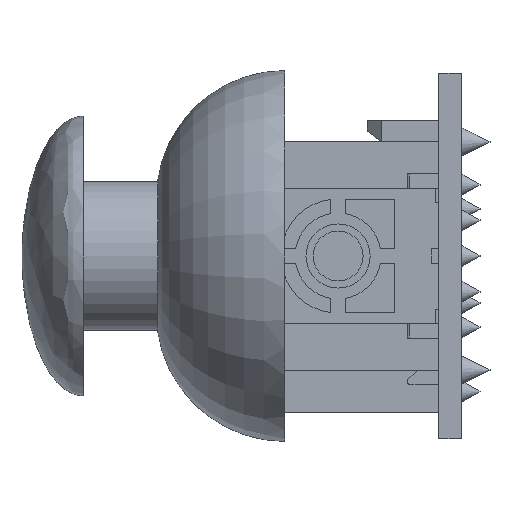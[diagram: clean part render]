
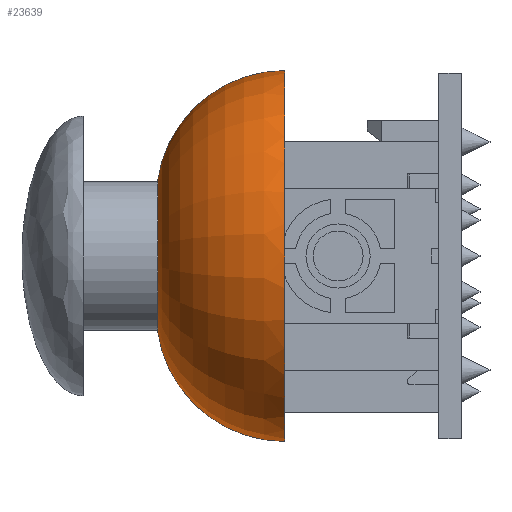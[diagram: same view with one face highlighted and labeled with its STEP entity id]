
A CAD part, left-side view. The second image highlights one B-rep face of the part: STEP entity #23639.
In plain terms, the highlighted toroidal (fillet/blend) face has major radius 4.015 mm and minor radius 8.985 mm.
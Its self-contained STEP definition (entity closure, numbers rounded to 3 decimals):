
#386 = EDGE_CURVE ( 'NONE', #3835, #500, #20872, .T. ) ;
#500 = VERTEX_POINT ( 'NONE', #22381 ) ;
#958 = DIRECTION ( 'NONE',  ( -1., 0., 0. ) ) ;
#3077 = CARTESIAN_POINT ( 'NONE',  ( -2.75, 21.307, 0. ) ) ;
#3647 = ORIENTED_EDGE ( 'NONE', *, *, #386, .F. ) ;
#3835 = VERTEX_POINT ( 'NONE', #23249 ) ;
#6094 = CIRCLE ( 'NONE', #9938, 13. ) ;
#6706 = VERTEX_POINT ( 'NONE', #17375 ) ;
#8382 = DIRECTION ( 'NONE',  ( 0., 0., -1. ) ) ;
#8572 = ORIENTED_EDGE ( 'NONE', *, *, #22367, .T. ) ;
#9938 = AXIS2_PLACEMENT_3D ( 'NONE', #19423, #13937, #8382 ) ;
#10048 = DIRECTION ( 'NONE',  ( 0., -1., 0. ) ) ;
#10091 = CARTESIAN_POINT ( 'NONE',  ( -2.75, 12.4, 4.015 ) ) ;
#11291 = AXIS2_PLACEMENT_3D ( 'NONE', #19310, #958, #15651 ) ;
#11680 = CIRCLE ( 'NONE', #11291, 8.985 ) ;
#12093 = CARTESIAN_POINT ( 'NONE',  ( -2.75, 12.4, 0. ) ) ;
#12465 = AXIS2_PLACEMENT_3D ( 'NONE', #12093, #15969, #19849 ) ;
#13547 = EDGE_CURVE ( 'NONE', #500, #23035, #6094, .T. ) ;
#13937 = DIRECTION ( 'NONE',  ( 0., -1., 0. ) ) ;
#15512 = FACE_OUTER_BOUND ( 'NONE', #23758, .T. ) ;
#15651 = DIRECTION ( 'NONE',  ( 0., 0., 1. ) ) ;
#15969 = DIRECTION ( 'NONE',  ( 0., -1., 0. ) ) ;
#16547 = CARTESIAN_POINT ( 'NONE',  ( -2.75, 12.4, -13. ) ) ;
#16614 = AXIS2_PLACEMENT_3D ( 'NONE', #10091, #17509, #21177 ) ;
#16726 = AXIS2_PLACEMENT_3D ( 'NONE', #3077, #10048, #17713 ) ;
#17375 = CARTESIAN_POINT ( 'NONE',  ( -2.75, 21.307, -5.2 ) ) ;
#17509 = DIRECTION ( 'NONE',  ( 1., 0., 0. ) ) ;
#17713 = DIRECTION ( 'NONE',  ( 0., 0., -1. ) ) ;
#18591 = ORIENTED_EDGE ( 'NONE', *, *, #13547, .F. ) ;
#19310 = CARTESIAN_POINT ( 'NONE',  ( -2.75, 12.4, -4.015 ) ) ;
#19423 = CARTESIAN_POINT ( 'NONE',  ( -2.75, 12.4, 0. ) ) ;
#19849 = DIRECTION ( 'NONE',  ( 0., 0., -1. ) ) ;
#20607 = CIRCLE ( 'NONE', #16726, 5.2 ) ;
#20872 = CIRCLE ( 'NONE', #16614, 8.985 ) ;
#21069 = ORIENTED_EDGE ( 'NONE', *, *, #22397, .T. ) ;
#21177 = DIRECTION ( 'NONE',  ( 0., 0., -1. ) ) ;
#22367 = EDGE_CURVE ( 'NONE', #3835, #6706, #20607, .T. ) ;
#22381 = CARTESIAN_POINT ( 'NONE',  ( -2.75, 12.4, 13. ) ) ;
#22397 = EDGE_CURVE ( 'NONE', #6706, #23035, #11680, .T. ) ;
#22964 = TOROIDAL_SURFACE ( 'NONE', #12465, 4.015, 8.985 ) ;
#23035 = VERTEX_POINT ( 'NONE', #16547 ) ;
#23249 = CARTESIAN_POINT ( 'NONE',  ( -2.75, 21.307, 5.2 ) ) ;
#23639 = ADVANCED_FACE ( 'NONE', ( #15512 ), #22964, .T. ) ;
#23758 = EDGE_LOOP ( 'NONE', ( #3647, #8572, #21069, #18591 ) ) ;
